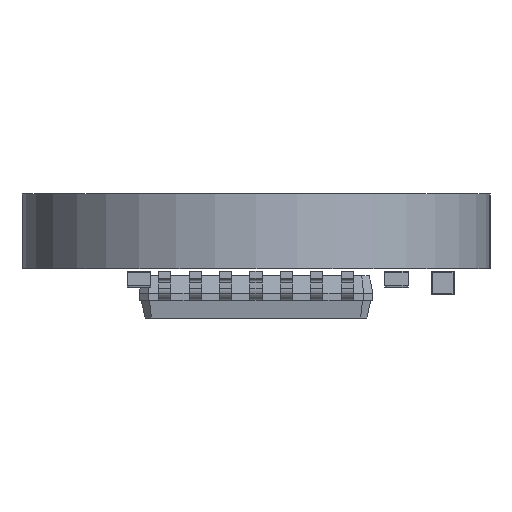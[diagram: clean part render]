
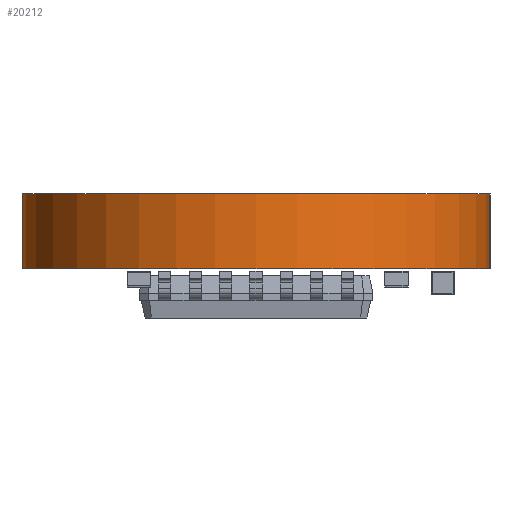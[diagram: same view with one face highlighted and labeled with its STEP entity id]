
A CAD part, left-side view. The second image highlights one B-rep face of the part: STEP entity #20212.
In plain terms, the highlighted cylindrical face has radius 5 mm (diameter 10 mm), a partial arc.
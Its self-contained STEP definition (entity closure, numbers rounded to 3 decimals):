
#19629 = PLANE('',#19630);
#19630 = AXIS2_PLACEMENT_3D('',#19631,#19632,#19633);
#19631 = CARTESIAN_POINT('',(27.,-5.,0.));
#19632 = DIRECTION('',(0.,-1.,0.));
#19633 = DIRECTION('',(-1.,0.,0.));
#19658 = PLANE('',#19659);
#19659 = AXIS2_PLACEMENT_3D('',#19660,#19661,#19662);
#19660 = CARTESIAN_POINT('',(0.,0.,1.6));
#19661 = DIRECTION('',(0.,0.,1.));
#19662 = DIRECTION('',(1.,0.,-0.));
#19686 = PLANE('',#19687);
#19687 = AXIS2_PLACEMENT_3D('',#19688,#19689,#19690);
#19688 = CARTESIAN_POINT('',(-27.,5.,0.));
#19689 = DIRECTION('',(0.,1.,0.));
#19690 = DIRECTION('',(1.,0.,0.));
#19713 = PLANE('',#19714);
#19714 = AXIS2_PLACEMENT_3D('',#19715,#19716,#19717);
#19715 = CARTESIAN_POINT('',(0.,0.,0.));
#19716 = DIRECTION('',(0.,0.,1.));
#19717 = DIRECTION('',(1.,0.,-0.));
#19730 = VERTEX_POINT('',#19731);
#19731 = CARTESIAN_POINT('',(-27.,-5.,1.6));
#19752 = EDGE_CURVE('',#19753,#19730,#19755,.T.);
#19753 = VERTEX_POINT('',#19754);
#19754 = CARTESIAN_POINT('',(-27.,-5.,0.));
#19755 = SURFACE_CURVE('',#19756,(#19760,#19767),.PCURVE_S1.);
#19756 = LINE('',#19757,#19758);
#19757 = CARTESIAN_POINT('',(-27.,-5.,0.));
#19758 = VECTOR('',#19759,1.);
#19759 = DIRECTION('',(0.,0.,1.));
#19760 = PCURVE('',#19629,#19761);
#19761 = DEFINITIONAL_REPRESENTATION('',(#19762),#19766);
#19762 = LINE('',#19763,#19764);
#19763 = CARTESIAN_POINT('',(54.,0.));
#19764 = VECTOR('',#19765,1.);
#19765 = DIRECTION('',(0.,-1.));
#19766 = ( GEOMETRIC_REPRESENTATION_CONTEXT(2) 
PARAMETRIC_REPRESENTATION_CONTEXT() REPRESENTATION_CONTEXT('2D SPACE',''
  ) );
#19767 = PCURVE('',#19768,#19773);
#19768 = CYLINDRICAL_SURFACE('',#19769,5.);
#19769 = AXIS2_PLACEMENT_3D('',#19770,#19771,#19772);
#19770 = CARTESIAN_POINT('',(-27.,-0.,0.));
#19771 = DIRECTION('',(-0.,-0.,-1.));
#19772 = DIRECTION('',(1.,0.,-0.));
#19773 = DEFINITIONAL_REPRESENTATION('',(#19774),#19778);
#19774 = LINE('',#19775,#19776);
#19775 = CARTESIAN_POINT('',(-4.712,0.));
#19776 = VECTOR('',#19777,1.);
#19777 = DIRECTION('',(-0.,-1.));
#19778 = ( GEOMETRIC_REPRESENTATION_CONTEXT(2) 
PARAMETRIC_REPRESENTATION_CONTEXT() REPRESENTATION_CONTEXT('2D SPACE',''
  ) );
#19804 = EDGE_CURVE('',#19805,#19807,#19809,.T.);
#19805 = VERTEX_POINT('',#19806);
#19806 = CARTESIAN_POINT('',(-27.,5.,0.));
#19807 = VERTEX_POINT('',#19808);
#19808 = CARTESIAN_POINT('',(-27.,5.,1.6));
#19809 = SURFACE_CURVE('',#19810,(#19814,#19821),.PCURVE_S1.);
#19810 = LINE('',#19811,#19812);
#19811 = CARTESIAN_POINT('',(-27.,5.,0.));
#19812 = VECTOR('',#19813,1.);
#19813 = DIRECTION('',(0.,0.,1.));
#19814 = PCURVE('',#19686,#19815);
#19815 = DEFINITIONAL_REPRESENTATION('',(#19816),#19820);
#19816 = LINE('',#19817,#19818);
#19817 = CARTESIAN_POINT('',(0.,0.));
#19818 = VECTOR('',#19819,1.);
#19819 = DIRECTION('',(0.,-1.));
#19820 = ( GEOMETRIC_REPRESENTATION_CONTEXT(2) 
PARAMETRIC_REPRESENTATION_CONTEXT() REPRESENTATION_CONTEXT('2D SPACE',''
  ) );
#19821 = PCURVE('',#19768,#19822);
#19822 = DEFINITIONAL_REPRESENTATION('',(#19823),#19827);
#19823 = LINE('',#19824,#19825);
#19824 = CARTESIAN_POINT('',(-1.571,0.));
#19825 = VECTOR('',#19826,1.);
#19826 = DIRECTION('',(-0.,-1.));
#19827 = ( GEOMETRIC_REPRESENTATION_CONTEXT(2) 
PARAMETRIC_REPRESENTATION_CONTEXT() REPRESENTATION_CONTEXT('2D SPACE',''
  ) );
#19877 = EDGE_CURVE('',#19805,#19753,#19878,.T.);
#19878 = SURFACE_CURVE('',#19879,(#19884,#19891),.PCURVE_S1.);
#19879 = CIRCLE('',#19880,5.);
#19880 = AXIS2_PLACEMENT_3D('',#19881,#19882,#19883);
#19881 = CARTESIAN_POINT('',(-27.,-0.,0.));
#19882 = DIRECTION('',(0.,0.,1.));
#19883 = DIRECTION('',(1.,0.,-0.));
#19884 = PCURVE('',#19713,#19885);
#19885 = DEFINITIONAL_REPRESENTATION('',(#19886),#19890);
#19886 = CIRCLE('',#19887,5.);
#19887 = AXIS2_PLACEMENT_2D('',#19888,#19889);
#19888 = CARTESIAN_POINT('',(-27.,0.));
#19889 = DIRECTION('',(1.,0.));
#19890 = ( GEOMETRIC_REPRESENTATION_CONTEXT(2) 
PARAMETRIC_REPRESENTATION_CONTEXT() REPRESENTATION_CONTEXT('2D SPACE',''
  ) );
#19891 = PCURVE('',#19768,#19892);
#19892 = DEFINITIONAL_REPRESENTATION('',(#19893),#19897);
#19893 = LINE('',#19894,#19895);
#19894 = CARTESIAN_POINT('',(-0.,0.));
#19895 = VECTOR('',#19896,1.);
#19896 = DIRECTION('',(-1.,0.));
#19897 = ( GEOMETRIC_REPRESENTATION_CONTEXT(2) 
PARAMETRIC_REPRESENTATION_CONTEXT() REPRESENTATION_CONTEXT('2D SPACE',''
  ) );
#20060 = EDGE_CURVE('',#19807,#19730,#20061,.T.);
#20061 = SURFACE_CURVE('',#20062,(#20067,#20074),.PCURVE_S1.);
#20062 = CIRCLE('',#20063,5.);
#20063 = AXIS2_PLACEMENT_3D('',#20064,#20065,#20066);
#20064 = CARTESIAN_POINT('',(-27.,0.,1.6));
#20065 = DIRECTION('',(0.,0.,1.));
#20066 = DIRECTION('',(1.,0.,-0.));
#20067 = PCURVE('',#19658,#20068);
#20068 = DEFINITIONAL_REPRESENTATION('',(#20069),#20073);
#20069 = CIRCLE('',#20070,5.);
#20070 = AXIS2_PLACEMENT_2D('',#20071,#20072);
#20071 = CARTESIAN_POINT('',(-27.,0.));
#20072 = DIRECTION('',(1.,0.));
#20073 = ( GEOMETRIC_REPRESENTATION_CONTEXT(2) 
PARAMETRIC_REPRESENTATION_CONTEXT() REPRESENTATION_CONTEXT('2D SPACE',''
  ) );
#20074 = PCURVE('',#19768,#20075);
#20075 = DEFINITIONAL_REPRESENTATION('',(#20076),#20080);
#20076 = LINE('',#20077,#20078);
#20077 = CARTESIAN_POINT('',(-0.,-1.6));
#20078 = VECTOR('',#20079,1.);
#20079 = DIRECTION('',(-1.,0.));
#20080 = ( GEOMETRIC_REPRESENTATION_CONTEXT(2) 
PARAMETRIC_REPRESENTATION_CONTEXT() REPRESENTATION_CONTEXT('2D SPACE',''
  ) );
#20212 = ADVANCED_FACE('',(#20213),#19768,.T.);
#20213 = FACE_BOUND('',#20214,.F.);
#20214 = EDGE_LOOP('',(#20215,#20216,#20217,#20218));
#20215 = ORIENTED_EDGE('',*,*,#19804,.T.);
#20216 = ORIENTED_EDGE('',*,*,#20060,.T.);
#20217 = ORIENTED_EDGE('',*,*,#19752,.F.);
#20218 = ORIENTED_EDGE('',*,*,#19877,.F.);
